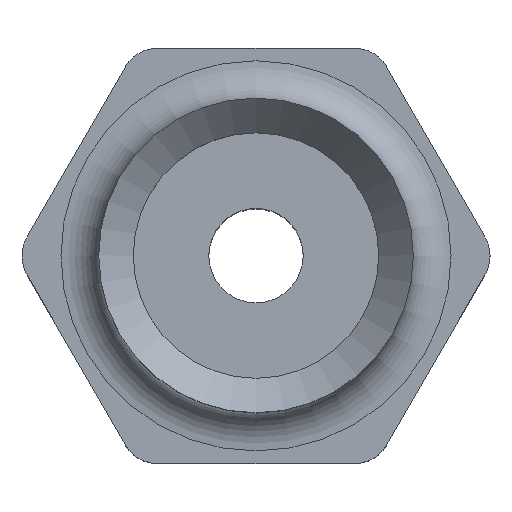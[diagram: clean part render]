
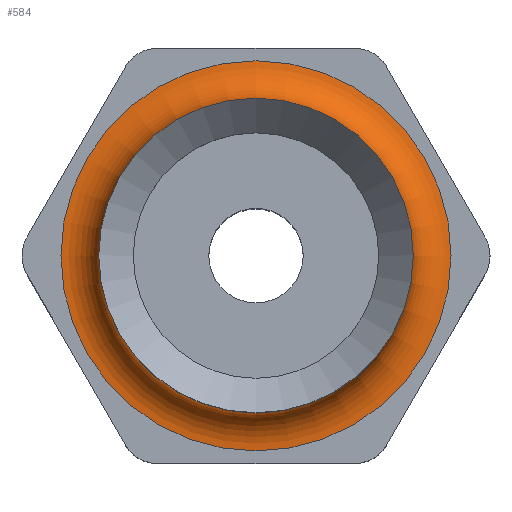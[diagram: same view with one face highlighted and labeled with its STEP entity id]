
A CAD part, top view. The second image highlights one B-rep face of the part: STEP entity #584.
In plain terms, the highlighted toroidal (fillet/blend) face has major radius 10.331 mm and minor radius 2 mm.
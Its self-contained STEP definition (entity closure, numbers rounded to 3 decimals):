
#20=TOROIDAL_SURFACE('',#640,10.331,2.);
#35=CIRCLE('',#605,10.331);
#49=CIRCLE('',#621,8.331);
#128=ORIENTED_EDGE('',*,*,#182,.F.);
#129=ORIENTED_EDGE('',*,*,#196,.F.);
#182=EDGE_CURVE('',#231,#231,#35,.F.);
#196=EDGE_CURVE('',#233,#233,#49,.T.);
#231=VERTEX_POINT('',#834);
#233=VERTEX_POINT('',#852);
#320=EDGE_LOOP('',(#128));
#321=EDGE_LOOP('',(#129));
#360=FACE_BOUND('',#320,.T.);
#361=FACE_BOUND('',#321,.T.);
#584=ADVANCED_FACE('',(#360,#361),#20,.F.);
#605=AXIS2_PLACEMENT_3D('',#833,#689,#690);
#621=AXIS2_PLACEMENT_3D('',#851,#721,#722);
#640=AXIS2_PLACEMENT_3D('',#881,#759,#760);
#689=DIRECTION('',(0.,0.,1.));
#690=DIRECTION('',(1.,0.,0.));
#721=DIRECTION('',(0.,0.,1.));
#722=DIRECTION('',(1.,0.,0.));
#759=DIRECTION('',(0.,0.,1.));
#760=DIRECTION('',(1.,0.,0.));
#833=CARTESIAN_POINT('',(0.,0.,8.));
#834=CARTESIAN_POINT('',(10.331,0.,8.));
#851=CARTESIAN_POINT('',(0.,0.,10.));
#852=CARTESIAN_POINT('',(8.331,0.,10.));
#881=CARTESIAN_POINT('',(0.,0.,10.));
